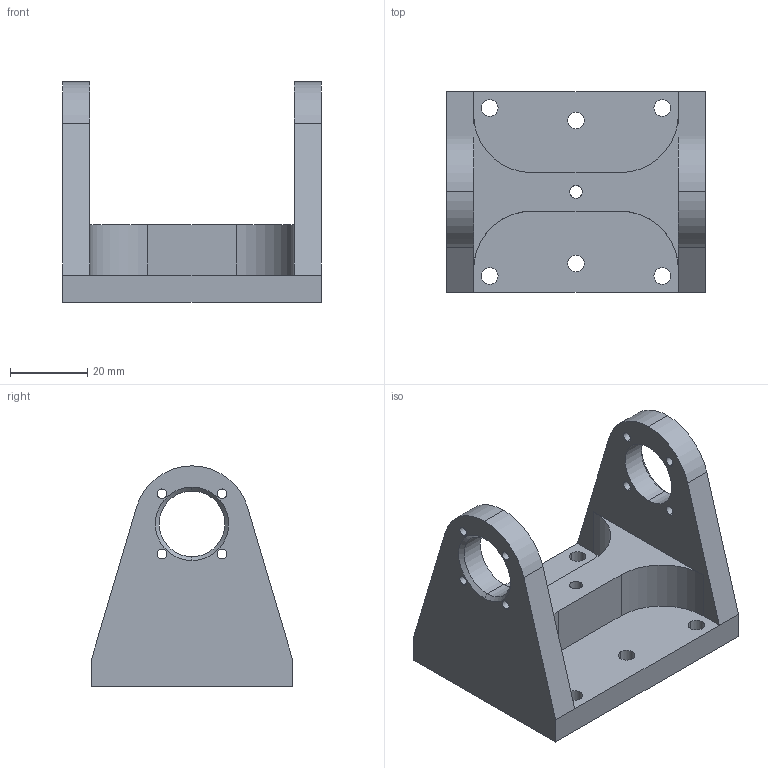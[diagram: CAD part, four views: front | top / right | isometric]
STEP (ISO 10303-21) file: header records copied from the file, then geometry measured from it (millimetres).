
FILE_DESCRIPTION (( 'STEP AP214' ), '1' );
FILE_NAME ('01-013 robot_mount_fixed.STEP', '2025-05-30T12:53:03', ( '' ), ( '' ), 'SwSTEP 2.0', 'SolidWorks 2024', '' );
FILE_SCHEMA (( 'AUTOMOTIVE_DESIGN' ));
Length unit declared in the file: millimetre
Products named in the file (1): 01-013 robot_mount_fixed
Bounding box: 67 x 52 x 57 mm (x, y, z)
Volume: 53918.1 mm3; surface area: 19330.3 mm2
Topology: 1 solids, 1 shells, 90 faces, 240 edges, 146 vertices
Faces by surface type: cylinder 54, cone 20, plane 16
Entity records: 2835 total; most frequent: DIRECTION 526, CARTESIAN_POINT 465, ORIENTED_EDGE 456, EDGE_CURVE 228, AXIS2_PLACEMENT_3D 207, VERTEX_POINT 146, EDGE_LOOP 130, CIRCLE 116
